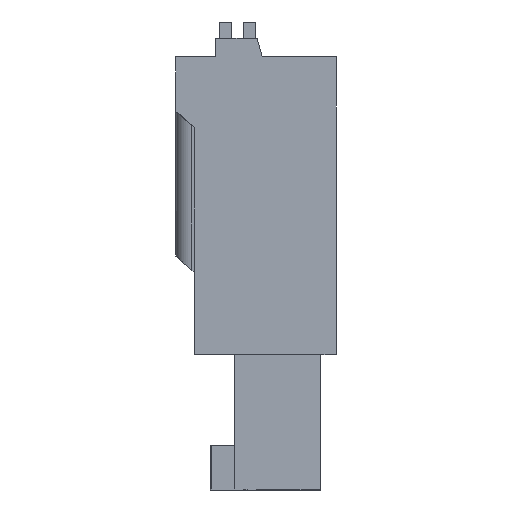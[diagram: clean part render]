
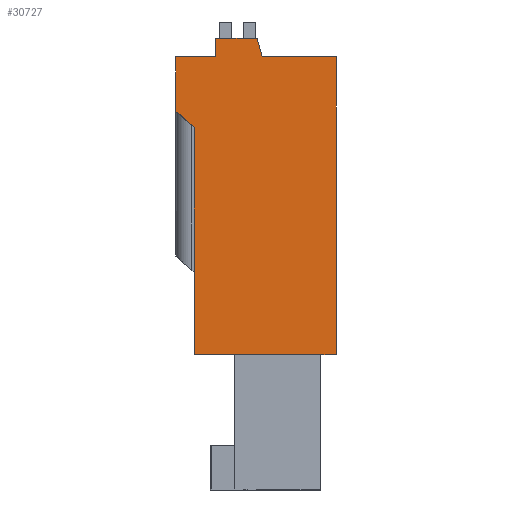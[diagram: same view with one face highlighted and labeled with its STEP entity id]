
A CAD part, left-side view. The second image highlights one B-rep face of the part: STEP entity #30727.
In plain terms, the highlighted planar face has unit normal (-1, 0, 0).
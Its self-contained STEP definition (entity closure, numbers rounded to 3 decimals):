
#630=LINE('',#42964,#4529);
#877=LINE('',#43447,#4776);
#1024=LINE('',#43728,#4923);
#1047=LINE('',#43772,#4946);
#1087=LINE('',#43853,#4986);
#2083=LINE('',#46302,#5982);
#2093=LINE('',#46323,#5992);
#2096=LINE('',#46329,#5995);
#2098=LINE('',#46332,#5997);
#2119=LINE('',#46354,#6018);
#4529=VECTOR('',#34558,1000.);
#4776=VECTOR('',#34819,1000.);
#4923=VECTOR('',#34972,1000.);
#4946=VECTOR('',#34997,1000.);
#4986=VECTOR('',#35041,1000.);
#5982=VECTOR('',#37001,1000.);
#5992=VECTOR('',#37019,1000.);
#5995=VECTOR('',#37024,1000.);
#5997=VECTOR('',#37028,1000.);
#6018=VECTOR('',#37051,1000.);
#10812=ORIENTED_EDGE('',*,*,#19301,.F.);
#10813=ORIENTED_EDGE('',*,*,#17663,.F.);
#10814=ORIENTED_EDGE('',*,*,#19317,.F.);
#10815=ORIENTED_EDGE('',*,*,#19315,.F.);
#10816=ORIENTED_EDGE('',*,*,#19312,.F.);
#10817=ORIENTED_EDGE('',*,*,#19338,.F.);
#10818=ORIENTED_EDGE('',*,*,#18080,.F.);
#10819=ORIENTED_EDGE('',*,*,#18121,.F.);
#10820=ORIENTED_EDGE('',*,*,#18057,.F.);
#10821=ORIENTED_EDGE('',*,*,#17910,.F.);
#17663=EDGE_CURVE('',#22206,#22207,#630,.T.);
#17910=EDGE_CURVE('',#22435,#22436,#877,.T.);
#18057=EDGE_CURVE('',#22436,#22567,#1024,.T.);
#18080=EDGE_CURVE('',#22586,#22587,#1047,.T.);
#18121=EDGE_CURVE('',#22567,#22586,#1087,.T.);
#19301=EDGE_CURVE('',#22207,#22435,#2083,.T.);
#19312=EDGE_CURVE('',#23441,#23439,#2093,.T.);
#19315=EDGE_CURVE('',#23439,#23443,#2096,.T.);
#19317=EDGE_CURVE('',#23443,#22206,#2098,.T.);
#19338=EDGE_CURVE('',#22587,#23441,#2119,.T.);
#22206=VERTEX_POINT('',#42963);
#22207=VERTEX_POINT('',#42965);
#22435=VERTEX_POINT('',#43446);
#22436=VERTEX_POINT('',#43448);
#22567=VERTEX_POINT('',#43729);
#22586=VERTEX_POINT('',#43771);
#22587=VERTEX_POINT('',#43773);
#23439=VERTEX_POINT('',#46318);
#23441=VERTEX_POINT('',#46322);
#23443=VERTEX_POINT('',#46327);
#26085=EDGE_LOOP('',(#10812,#10813,#10814,#10815,#10816,#10817,#10818,#10819,
#10820,#10821));
#27764=FACE_BOUND('',#26085,.T.);
#29373=PLANE('',#32570);
#30727=ADVANCED_FACE('',(#27764),#29373,.F.);
#32570=AXIS2_PLACEMENT_3D('',#46357,#37055,#37056);
#34558=DIRECTION('',(0.,-1.,0.));
#34819=DIRECTION('',(0.,1.,0.));
#34972=DIRECTION('',(0.,0.,1.));
#34997=DIRECTION('',(0.,0.,1.));
#35041=DIRECTION('',(0.,0.747,0.664));
#37001=DIRECTION('',(0.,0.,-1.));
#37019=DIRECTION('',(0.,0.,1.));
#37024=DIRECTION('',(0.,-1.,0.));
#37028=DIRECTION('',(0.,-0.268,-0.964));
#37051=DIRECTION('',(0.,-1.,0.));
#37055=DIRECTION('',(1.,0.,0.));
#37056=DIRECTION('',(0.,0.,-1.));
#42963=CARTESIAN_POINT('',(-19.25,-0.3,7.25));
#42964=CARTESIAN_POINT('',(-19.25,-0.3,7.25));
#42965=CARTESIAN_POINT('',(-19.25,-3.9,7.25));
#43446=CARTESIAN_POINT('',(-19.25,-3.9,-7.25));
#43447=CARTESIAN_POINT('',(-19.25,-3.9,-7.25));
#43448=CARTESIAN_POINT('',(-19.25,3.,-7.25));
#43728=CARTESIAN_POINT('',(-19.25,3.,-7.25));
#43729=CARTESIAN_POINT('',(-19.25,3.,3.8));
#43771=CARTESIAN_POINT('',(-19.25,3.9,4.6));
#43772=CARTESIAN_POINT('',(-19.25,3.9,4.6));
#43773=CARTESIAN_POINT('',(-19.25,3.9,7.25));
#43853=CARTESIAN_POINT('',(-19.25,3.,3.8));
#46302=CARTESIAN_POINT('',(-19.25,-3.9,7.25));
#46318=CARTESIAN_POINT('',(-19.25,1.95,8.15));
#46322=CARTESIAN_POINT('',(-19.25,1.95,7.25));
#46323=CARTESIAN_POINT('',(-19.25,1.95,7.25));
#46327=CARTESIAN_POINT('',(-19.25,-0.05,8.15));
#46329=CARTESIAN_POINT('',(-19.25,1.95,8.15));
#46332=CARTESIAN_POINT('',(-19.25,-0.05,8.15));
#46354=CARTESIAN_POINT('',(-19.25,3.9,7.25));
#46357=CARTESIAN_POINT('',(-19.25,0.,0.));
